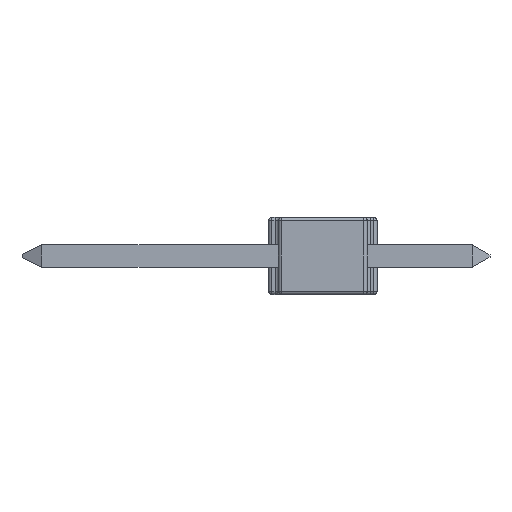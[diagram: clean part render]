
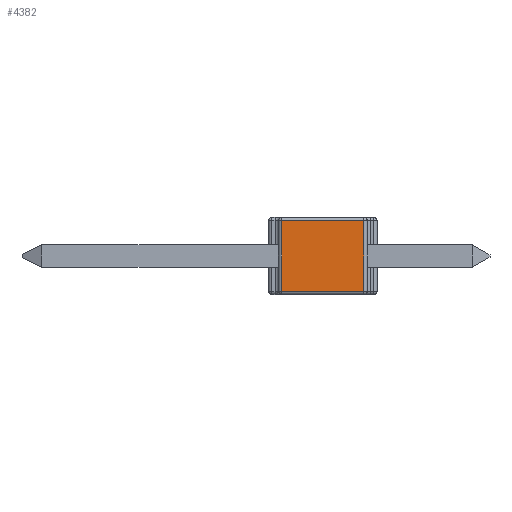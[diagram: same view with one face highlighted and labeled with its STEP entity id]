
A CAD part, left-side view. The second image highlights one B-rep face of the part: STEP entity #4382.
In plain terms, the highlighted planar face has unit normal (-1, 0, 0).
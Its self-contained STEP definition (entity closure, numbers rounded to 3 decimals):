
#300 = PLANE ( 'NONE',  #9710 ) ;
#731 = VECTOR ( 'NONE', #9940, 1000. ) ;
#752 = VERTEX_POINT ( 'NONE', #12359 ) ;
#940 = ORIENTED_EDGE ( 'NONE', *, *, #13712, .T. ) ;
#1272 = CARTESIAN_POINT ( 'NONE',  ( -16.385, -0.1, 1.07 ) ) ;
#1432 = CARTESIAN_POINT ( 'NONE',  ( -16.385, -2.7, -1.17 ) ) ;
#2546 = DIRECTION ( 'NONE',  ( 0., 0., 1. ) ) ;
#2577 = LINE ( 'NONE', #10307, #8395 ) ;
#2993 = EDGE_CURVE ( 'NONE', #13183, #12067, #7684, .T. ) ;
#3116 = ORIENTED_EDGE ( 'NONE', *, *, #2993, .T. ) ;
#3651 = LINE ( 'NONE', #8885, #731 ) ;
#3781 = DIRECTION ( 'NONE',  ( 0., 1., 0. ) ) ;
#4026 = DIRECTION ( 'NONE',  ( 0., 0., 1. ) ) ;
#4317 = ORIENTED_EDGE ( 'NONE', *, *, #5934, .T. ) ;
#4382 = ADVANCED_FACE ( 'NONE', ( #8607 ), #300, .T. ) ;
#4592 = VECTOR ( 'NONE', #4026, 1000. ) ;
#4769 = VECTOR ( 'NONE', #9435, 1000. ) ;
#4811 = VERTEX_POINT ( 'NONE', #6651 ) ;
#5934 = EDGE_CURVE ( 'NONE', #4811, #13183, #2577, .T. ) ;
#6392 = EDGE_CURVE ( 'NONE', #752, #4811, #7874, .T. ) ;
#6651 = CARTESIAN_POINT ( 'NONE',  ( -16.385, -2.6, 1.07 ) ) ;
#6955 = EDGE_LOOP ( 'NONE', ( #940, #11619, #4317, #3116 ) ) ;
#7684 = LINE ( 'NONE', #12661, #4769 ) ;
#7874 = LINE ( 'NONE', #8339, #4592 ) ;
#8339 = CARTESIAN_POINT ( 'NONE',  ( -16.385, -2.6, 1.17 ) ) ;
#8395 = VECTOR ( 'NONE', #3781, 1000. ) ;
#8607 = FACE_OUTER_BOUND ( 'NONE', #6955, .T. ) ;
#8885 = CARTESIAN_POINT ( 'NONE',  ( -16.385, -2.7, -1.07 ) ) ;
#9113 = DIRECTION ( 'NONE',  ( -1., 0., 0. ) ) ;
#9435 = DIRECTION ( 'NONE',  ( 0., 0., -1. ) ) ;
#9710 = AXIS2_PLACEMENT_3D ( 'NONE', #1432, #9113, #2546 ) ;
#9940 = DIRECTION ( 'NONE',  ( 0., -1., 0. ) ) ;
#10307 = CARTESIAN_POINT ( 'NONE',  ( -16.385, -2.7, 1.07 ) ) ;
#11619 = ORIENTED_EDGE ( 'NONE', *, *, #6392, .T. ) ;
#12067 = VERTEX_POINT ( 'NONE', #13813 ) ;
#12359 = CARTESIAN_POINT ( 'NONE',  ( -16.385, -2.6, -1.07 ) ) ;
#12661 = CARTESIAN_POINT ( 'NONE',  ( -16.385, -0.1, -1.17 ) ) ;
#13183 = VERTEX_POINT ( 'NONE', #1272 ) ;
#13712 = EDGE_CURVE ( 'NONE', #12067, #752, #3651, .T. ) ;
#13813 = CARTESIAN_POINT ( 'NONE',  ( -16.385, -0.1, -1.07 ) ) ;
